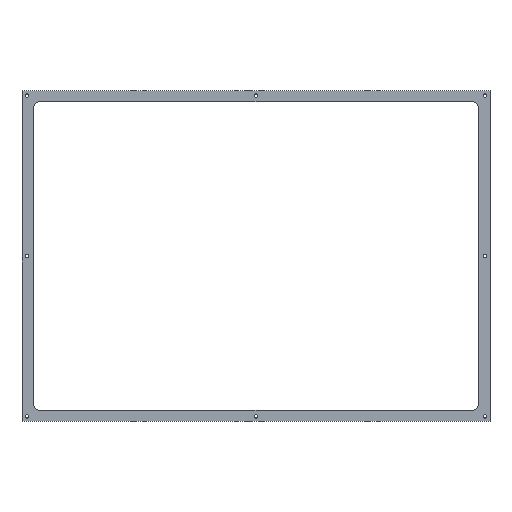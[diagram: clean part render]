
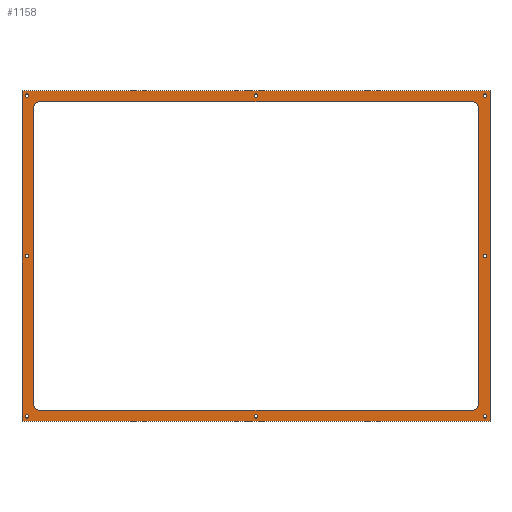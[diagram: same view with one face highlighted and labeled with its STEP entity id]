
A CAD part, top view. The second image highlights one B-rep face of the part: STEP entity #1158.
In plain terms, the highlighted planar face has unit normal (0, 0, 1).
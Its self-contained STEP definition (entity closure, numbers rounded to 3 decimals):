
#84=FACE_BOUND('',#268,.T.);
#85=FACE_BOUND('',#269,.T.);
#86=FACE_BOUND('',#270,.T.);
#87=FACE_BOUND('',#271,.T.);
#88=FACE_BOUND('',#272,.T.);
#89=FACE_BOUND('',#273,.T.);
#90=FACE_BOUND('',#274,.T.);
#91=FACE_BOUND('',#275,.T.);
#92=FACE_BOUND('',#276,.T.);
#102=PLANE('',#1302);
#164=FACE_OUTER_BOUND('',#267,.T.);
#267=EDGE_LOOP('',(#1053,#1054,#1055,#1056));
#268=EDGE_LOOP('',(#1057,#1058,#1059,#1060,#1061,#1062,#1063,#1064));
#269=EDGE_LOOP('',(#1065));
#270=EDGE_LOOP('',(#1066));
#271=EDGE_LOOP('',(#1067));
#272=EDGE_LOOP('',(#1068));
#273=EDGE_LOOP('',(#1069));
#274=EDGE_LOOP('',(#1070));
#275=EDGE_LOOP('',(#1071));
#276=EDGE_LOOP('',(#1072));
#303=LINE('',#1781,#379);
#310=LINE('',#1815,#386);
#324=LINE('',#1878,#400);
#329=LINE('',#1900,#405);
#342=LINE('',#1951,#418);
#345=LINE('',#1959,#421);
#348=LINE('',#1967,#424);
#351=LINE('',#1975,#427);
#379=VECTOR('',#1429,10.);
#386=VECTOR('',#1466,10.);
#400=VECTOR('',#1542,10.);
#405=VECTOR('',#1569,10.);
#418=VECTOR('',#1630,10.);
#421=VECTOR('',#1639,10.);
#424=VECTOR('',#1648,10.);
#427=VECTOR('',#1657,10.);
#442=CIRCLE('',#1177,1.55);
#444=CIRCLE('',#1181,1.55);
#446=CIRCLE('',#1185,1.55);
#448=CIRCLE('',#1189,1.55);
#450=CIRCLE('',#1193,1.55);
#452=CIRCLE('',#1197,1.55);
#454=CIRCLE('',#1201,1.55);
#456=CIRCLE('',#1205,1.55);
#505=CIRCLE('',#1292,6.);
#506=CIRCLE('',#1295,6.);
#507=CIRCLE('',#1298,6.);
#508=CIRCLE('',#1301,6.);
#530=VERTEX_POINT('',#1712);
#532=VERTEX_POINT('',#1720);
#534=VERTEX_POINT('',#1728);
#536=VERTEX_POINT('',#1736);
#538=VERTEX_POINT('',#1744);
#540=VERTEX_POINT('',#1752);
#542=VERTEX_POINT('',#1760);
#544=VERTEX_POINT('',#1768);
#547=VERTEX_POINT('',#1778);
#548=VERTEX_POINT('',#1780);
#559=VERTEX_POINT('',#1812);
#560=VERTEX_POINT('',#1814);
#597=VERTEX_POINT('',#1948);
#598=VERTEX_POINT('',#1950);
#599=VERTEX_POINT('',#1954);
#600=VERTEX_POINT('',#1958);
#601=VERTEX_POINT('',#1962);
#602=VERTEX_POINT('',#1966);
#603=VERTEX_POINT('',#1970);
#604=VERTEX_POINT('',#1974);
#627=EDGE_CURVE('',#530,#530,#442,.F.);
#631=EDGE_CURVE('',#532,#532,#444,.F.);
#635=EDGE_CURVE('',#534,#534,#446,.F.);
#639=EDGE_CURVE('',#536,#536,#448,.F.);
#643=EDGE_CURVE('',#538,#538,#450,.F.);
#647=EDGE_CURVE('',#540,#540,#452,.F.);
#651=EDGE_CURVE('',#542,#542,#454,.F.);
#655=EDGE_CURVE('',#544,#544,#456,.F.);
#661=EDGE_CURVE('',#548,#547,#303,.T.);
#678=EDGE_CURVE('',#560,#559,#310,.T.);
#710=EDGE_CURVE('',#547,#560,#324,.T.);
#721=EDGE_CURVE('',#559,#548,#329,.T.);
#746=EDGE_CURVE('',#598,#597,#342,.T.);
#748=EDGE_CURVE('',#599,#598,#505,.T.);
#750=EDGE_CURVE('',#600,#599,#345,.T.);
#752=EDGE_CURVE('',#601,#600,#506,.T.);
#754=EDGE_CURVE('',#602,#601,#348,.T.);
#756=EDGE_CURVE('',#603,#602,#507,.T.);
#758=EDGE_CURVE('',#604,#603,#351,.T.);
#760=EDGE_CURVE('',#597,#604,#508,.T.);
#1053=ORIENTED_EDGE('',*,*,#661,.T.);
#1054=ORIENTED_EDGE('',*,*,#710,.T.);
#1055=ORIENTED_EDGE('',*,*,#678,.T.);
#1056=ORIENTED_EDGE('',*,*,#721,.T.);
#1057=ORIENTED_EDGE('',*,*,#760,.T.);
#1058=ORIENTED_EDGE('',*,*,#758,.T.);
#1059=ORIENTED_EDGE('',*,*,#756,.T.);
#1060=ORIENTED_EDGE('',*,*,#754,.T.);
#1061=ORIENTED_EDGE('',*,*,#752,.T.);
#1062=ORIENTED_EDGE('',*,*,#750,.T.);
#1063=ORIENTED_EDGE('',*,*,#748,.T.);
#1064=ORIENTED_EDGE('',*,*,#746,.T.);
#1065=ORIENTED_EDGE('',*,*,#655,.T.);
#1066=ORIENTED_EDGE('',*,*,#651,.T.);
#1067=ORIENTED_EDGE('',*,*,#647,.T.);
#1068=ORIENTED_EDGE('',*,*,#627,.T.);
#1069=ORIENTED_EDGE('',*,*,#635,.T.);
#1070=ORIENTED_EDGE('',*,*,#631,.T.);
#1071=ORIENTED_EDGE('',*,*,#639,.T.);
#1072=ORIENTED_EDGE('',*,*,#643,.T.);
#1158=ADVANCED_FACE('',(#164,#84,#85,#86,#87,#88,#89,#90,#91,#92),#102,
 .T.);
#1177=AXIS2_PLACEMENT_3D('',#1713,#1346,#1347);
#1181=AXIS2_PLACEMENT_3D('',#1721,#1356,#1357);
#1185=AXIS2_PLACEMENT_3D('',#1729,#1366,#1367);
#1189=AXIS2_PLACEMENT_3D('',#1737,#1376,#1377);
#1193=AXIS2_PLACEMENT_3D('',#1745,#1386,#1387);
#1197=AXIS2_PLACEMENT_3D('',#1753,#1396,#1397);
#1201=AXIS2_PLACEMENT_3D('',#1761,#1406,#1407);
#1205=AXIS2_PLACEMENT_3D('',#1769,#1416,#1417);
#1292=AXIS2_PLACEMENT_3D('',#1955,#1634,#1635);
#1295=AXIS2_PLACEMENT_3D('',#1963,#1643,#1644);
#1298=AXIS2_PLACEMENT_3D('',#1971,#1652,#1653);
#1301=AXIS2_PLACEMENT_3D('',#1978,#1661,#1662);
#1302=AXIS2_PLACEMENT_3D('',#1979,#1663,#1664);
#1346=DIRECTION('center_axis',(0.,0.,1.));
#1347=DIRECTION('ref_axis',(1.,0.,0.));
#1356=DIRECTION('center_axis',(0.,0.,1.));
#1357=DIRECTION('ref_axis',(1.,0.,0.));
#1366=DIRECTION('center_axis',(0.,0.,1.));
#1367=DIRECTION('ref_axis',(1.,0.,0.));
#1376=DIRECTION('center_axis',(0.,0.,1.));
#1377=DIRECTION('ref_axis',(1.,0.,0.));
#1386=DIRECTION('center_axis',(0.,0.,1.));
#1387=DIRECTION('ref_axis',(1.,0.,0.));
#1396=DIRECTION('center_axis',(0.,0.,1.));
#1397=DIRECTION('ref_axis',(1.,0.,0.));
#1406=DIRECTION('center_axis',(0.,0.,1.));
#1407=DIRECTION('ref_axis',(1.,0.,0.));
#1416=DIRECTION('center_axis',(0.,0.,1.));
#1417=DIRECTION('ref_axis',(1.,0.,0.));
#1429=DIRECTION('',(-1.,0.,0.));
#1466=DIRECTION('',(1.,0.,0.));
#1542=DIRECTION('',(0.,-1.,0.));
#1569=DIRECTION('',(0.,1.,0.));
#1630=DIRECTION('',(-1.,0.,0.));
#1634=DIRECTION('center_axis',(0.,0.,-1.));
#1635=DIRECTION('ref_axis',(0.,-1.,0.));
#1639=DIRECTION('',(0.,-1.,0.));
#1643=DIRECTION('center_axis',(0.,0.,
-1.));
#1644=DIRECTION('ref_axis',(1.,0.,0.));
#1648=DIRECTION('',(1.,0.,0.));
#1652=DIRECTION('center_axis',(0.,0.,
-1.));
#1653=DIRECTION('ref_axis',(0.,1.,0.));
#1657=DIRECTION('',(0.,1.,0.));
#1661=DIRECTION('center_axis',(0.,0.,
-1.));
#1662=DIRECTION('ref_axis',(-1.,0.,0.));
#1663=DIRECTION('center_axis',(0.,0.,1.));
#1664=DIRECTION('ref_axis',(1.,0.,0.));
#1712=CARTESIAN_POINT('',(413.95,4.5,46.));
#1713=CARTESIAN_POINT('Origin',(415.5,4.5,46.));
#1720=CARTESIAN_POINT('',(413.95,148.5,46.));
#1721=CARTESIAN_POINT('Origin',(415.5,148.5,46.));
#1728=CARTESIAN_POINT('',(413.95,292.5,46.));
#1729=CARTESIAN_POINT('Origin',(415.5,292.5,46.));
#1736=CARTESIAN_POINT('',(208.45,292.5,46.));
#1737=CARTESIAN_POINT('Origin',(210.,292.5,46.));
#1744=CARTESIAN_POINT('',(2.95,292.5,46.));
#1745=CARTESIAN_POINT('Origin',(4.5,292.5,46.));
#1752=CARTESIAN_POINT('',(2.95,148.5,46.));
#1753=CARTESIAN_POINT('Origin',(4.5,148.5,46.));
#1760=CARTESIAN_POINT('',(2.95,4.5,46.));
#1761=CARTESIAN_POINT('Origin',(4.5,4.5,46.));
#1768=CARTESIAN_POINT('',(208.45,4.5,46.));
#1769=CARTESIAN_POINT('Origin',(210.,4.5,46.));
#1778=CARTESIAN_POINT('',(0.,297.,46.));
#1780=CARTESIAN_POINT('',(420.,297.,46.));
#1781=CARTESIAN_POINT('',(420.,297.,46.));
#1812=CARTESIAN_POINT('',(420.,0.,46.));
#1814=CARTESIAN_POINT('',(0.,0.,46.));
#1815=CARTESIAN_POINT('',(0.,0.,46.));
#1878=CARTESIAN_POINT('',(0.,297.,46.));
#1900=CARTESIAN_POINT('',(420.,0.,46.));
#1948=CARTESIAN_POINT('',(16.,10.,46.));
#1950=CARTESIAN_POINT('',(404.,10.,46.));
#1951=CARTESIAN_POINT('',(404.,10.,46.));
#1954=CARTESIAN_POINT('',(410.,16.,46.));
#1955=CARTESIAN_POINT('Origin',(404.,16.,46.));
#1958=CARTESIAN_POINT('',(410.,281.,46.));
#1959=CARTESIAN_POINT('',(410.,281.,46.));
#1962=CARTESIAN_POINT('',(404.,287.,46.));
#1963=CARTESIAN_POINT('Origin',(404.,281.,46.));
#1966=CARTESIAN_POINT('',(16.,287.,46.));
#1967=CARTESIAN_POINT('',(16.,287.,46.));
#1970=CARTESIAN_POINT('',(10.,281.,46.));
#1971=CARTESIAN_POINT('Origin',(16.,281.,46.));
#1974=CARTESIAN_POINT('',(10.,16.,46.));
#1975=CARTESIAN_POINT('',(10.,16.,46.));
#1978=CARTESIAN_POINT('Origin',(16.,16.,46.));
#1979=CARTESIAN_POINT('Origin',(210.,148.5,46.));
